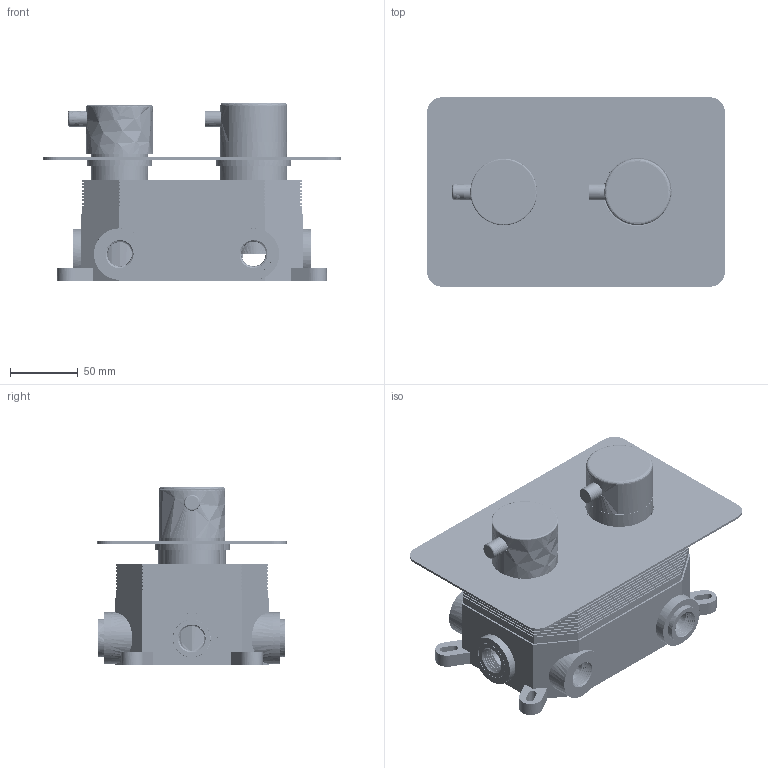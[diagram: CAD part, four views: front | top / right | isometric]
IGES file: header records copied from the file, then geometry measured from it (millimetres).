
Global section: file name: 40HTM3VT.igs; native system: NX V1899; preprocessor: SIEMENS PLM Software NX 1904; date: 20200226.101724; units: millimetre
Bounding box: 220 x 140 x 131.8 mm (x, y, z)
Surface area: 354056.3 mm2 (no closed solid volume)
Topology: 0 solids, 0 shells, 1303 faces, 9805 edges, 9742 vertices
Faces by surface type: bspline 1303
